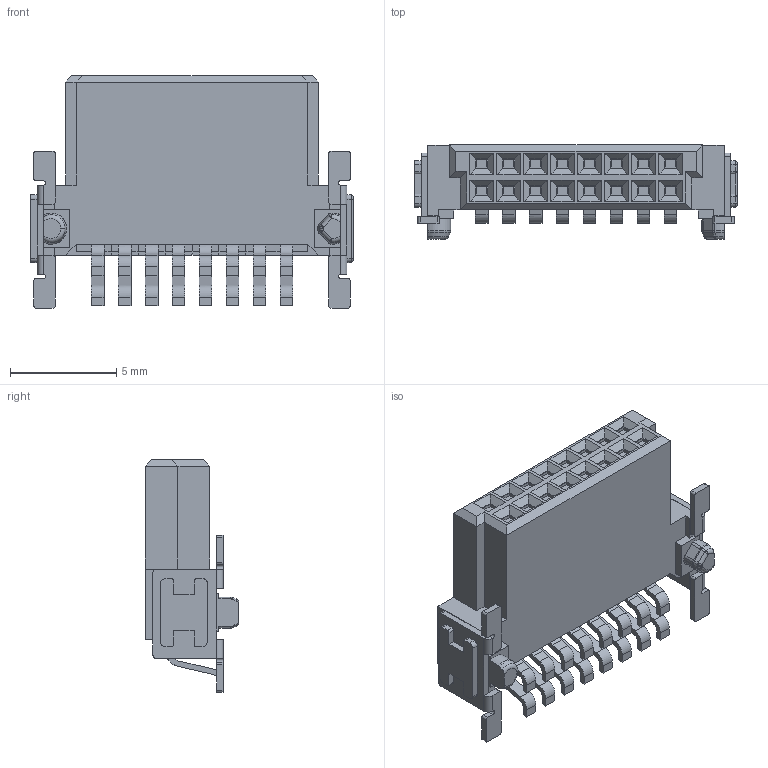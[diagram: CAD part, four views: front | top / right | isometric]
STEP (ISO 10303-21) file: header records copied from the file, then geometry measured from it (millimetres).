
FILE_DESCRIPTION(('CATIA V5 STEP Exchange','CAx-IF Rec.Pracs.--- Model Styling and Organization---1.4--- 2014-01-23'),'2;1');
FILE_NAME ('D1463925_0_2747440000_2747440000.stp','2020-10-05T08:32:05+00:00',('none'),('Weidmueller'),'CATIA Version 5-6 Release 2016 SP3 HF44','CATIA V5 STEP AP214','none');
FILE_SCHEMA(('AUTOMOTIVE_DESIGN { 1 0 10303 214 1 1 1 1 }'));
Length unit declared in the file: millimetre
Products named in the file (1): 2747440000
Bounding box: 15.2 x 4.42 x 10.95 mm (x, y, z)
Volume: 313.4 mm3; surface area: 625.6 mm2
Topology: 1 solids, 1 shells, 736 faces, 2030 edges, 1342 vertices
Faces by surface type: plane 560, cylinder 138, cone 14, torus 12, sphere 8, bspline 4
Entity records: 23978 total; most frequent: CARTESIAN_POINT 5398, ORIENTED_EDGE 4044, DIRECTION 3168, EDGE_CURVE 2022, VECTOR 1645, LINE 1645, VERTEX_POINT 1342, AXIS2_PLACEMENT_3D 877
